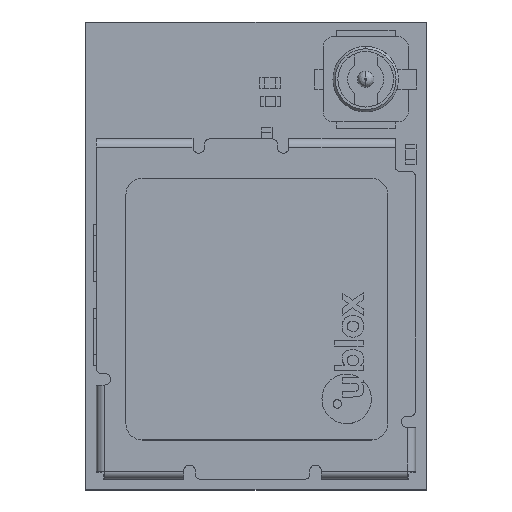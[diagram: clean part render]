
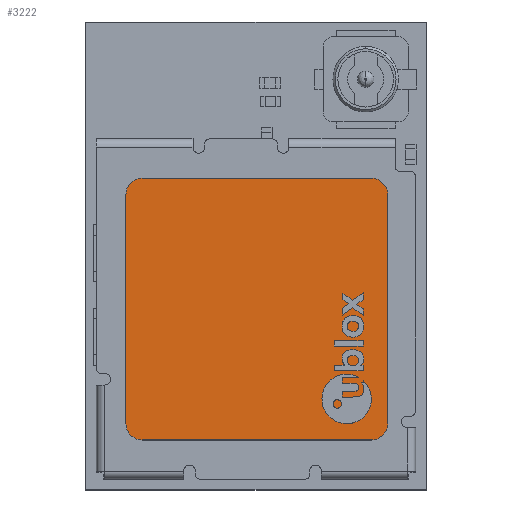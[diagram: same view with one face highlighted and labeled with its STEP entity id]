
A CAD part, top view. The second image highlights one B-rep face of the part: STEP entity #3222.
In plain terms, the highlighted planar face has unit normal (0, 0, 1).
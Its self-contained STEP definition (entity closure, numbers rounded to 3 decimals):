
#3066 = EDGE_CURVE('',#3067,#3069,#3071,.T.);
#3067 = VERTEX_POINT('',#3068);
#3068 = CARTESIAN_POINT('',(4.,-3.5,0.1));
#3069 = VERTEX_POINT('',#3070);
#3070 = CARTESIAN_POINT('',(4.,3.5,0.1));
#3071 = LINE('',#3072,#3073);
#3072 = CARTESIAN_POINT('',(4.,4.,0.1));
#3073 = VECTOR('',#3074,1.);
#3074 = DIRECTION('',(0.,1.,0.));
#3117 = VERTEX_POINT('',#3118);
#3118 = CARTESIAN_POINT('',(-3.5,4.,0.1));
#3124 = EDGE_CURVE('',#3125,#3117,#3127,.T.);
#3125 = VERTEX_POINT('',#3126);
#3126 = CARTESIAN_POINT('',(3.5,4.,0.1));
#3127 = LINE('',#3128,#3129);
#3128 = CARTESIAN_POINT('',(-4.,4.,0.1));
#3129 = VECTOR('',#3130,1.);
#3130 = DIRECTION('',(-1.,0.,0.));
#3157 = VERTEX_POINT('',#3158);
#3158 = CARTESIAN_POINT('',(-4.,-3.5,0.1));
#3164 = EDGE_CURVE('',#3165,#3157,#3167,.T.);
#3165 = VERTEX_POINT('',#3166);
#3166 = CARTESIAN_POINT('',(-4.,3.5,0.1));
#3167 = LINE('',#3168,#3169);
#3168 = CARTESIAN_POINT('',(-4.,4.,0.1));
#3169 = VECTOR('',#3170,1.);
#3170 = DIRECTION('',(0.,-1.,0.));
#3186 = EDGE_CURVE('',#3187,#3189,#3191,.T.);
#3187 = VERTEX_POINT('',#3188);
#3188 = CARTESIAN_POINT('',(-3.5,-4.,0.1));
#3189 = VERTEX_POINT('',#3190);
#3190 = CARTESIAN_POINT('',(3.5,-4.,0.1));
#3191 = LINE('',#3192,#3193);
#3192 = CARTESIAN_POINT('',(-4.,-4.,0.1));
#3193 = VECTOR('',#3194,1.);
#3194 = DIRECTION('',(1.,0.,0.));
#3222 = ADVANCED_FACE('',(#3223),#3257,.T.);
#3223 = FACE_BOUND('',#3224,.T.);
#3224 = EDGE_LOOP('',(#3225,#3226,#3233,#3234,#3241,#3242,#3249,#3250));
#3225 = ORIENTED_EDGE('',*,*,#3164,.T.);
#3226 = ORIENTED_EDGE('',*,*,#3227,.T.);
#3227 = EDGE_CURVE('',#3157,#3187,#3228,.T.);
#3228 = CIRCLE('',#3229,0.5);
#3229 = AXIS2_PLACEMENT_3D('',#3230,#3231,#3232);
#3230 = CARTESIAN_POINT('',(-3.5,-3.5,0.1));
#3231 = DIRECTION('',(0.,0.,1.));
#3232 = DIRECTION('',(1.,0.,0.));
#3233 = ORIENTED_EDGE('',*,*,#3186,.T.);
#3234 = ORIENTED_EDGE('',*,*,#3235,.T.);
#3235 = EDGE_CURVE('',#3189,#3067,#3236,.T.);
#3236 = CIRCLE('',#3237,0.5);
#3237 = AXIS2_PLACEMENT_3D('',#3238,#3239,#3240);
#3238 = CARTESIAN_POINT('',(3.5,-3.5,0.1));
#3239 = DIRECTION('',(0.,0.,1.));
#3240 = DIRECTION('',(1.,0.,0.));
#3241 = ORIENTED_EDGE('',*,*,#3066,.T.);
#3242 = ORIENTED_EDGE('',*,*,#3243,.T.);
#3243 = EDGE_CURVE('',#3069,#3125,#3244,.T.);
#3244 = CIRCLE('',#3245,0.5);
#3245 = AXIS2_PLACEMENT_3D('',#3246,#3247,#3248);
#3246 = CARTESIAN_POINT('',(3.5,3.5,0.1));
#3247 = DIRECTION('',(0.,0.,1.));
#3248 = DIRECTION('',(1.,0.,0.));
#3249 = ORIENTED_EDGE('',*,*,#3124,.T.);
#3250 = ORIENTED_EDGE('',*,*,#3251,.T.);
#3251 = EDGE_CURVE('',#3117,#3165,#3252,.T.);
#3252 = CIRCLE('',#3253,0.5);
#3253 = AXIS2_PLACEMENT_3D('',#3254,#3255,#3256);
#3254 = CARTESIAN_POINT('',(-3.5,3.5,0.1));
#3255 = DIRECTION('',(0.,0.,1.));
#3256 = DIRECTION('',(1.,0.,0.));
#3257 = PLANE('',#3258);
#3258 = AXIS2_PLACEMENT_3D('',#3259,#3260,#3261);
#3259 = CARTESIAN_POINT('',(0.,0.,0.1));
#3260 = DIRECTION('',(0.,0.,1.));
#3261 = DIRECTION('',(1.,0.,0.));
